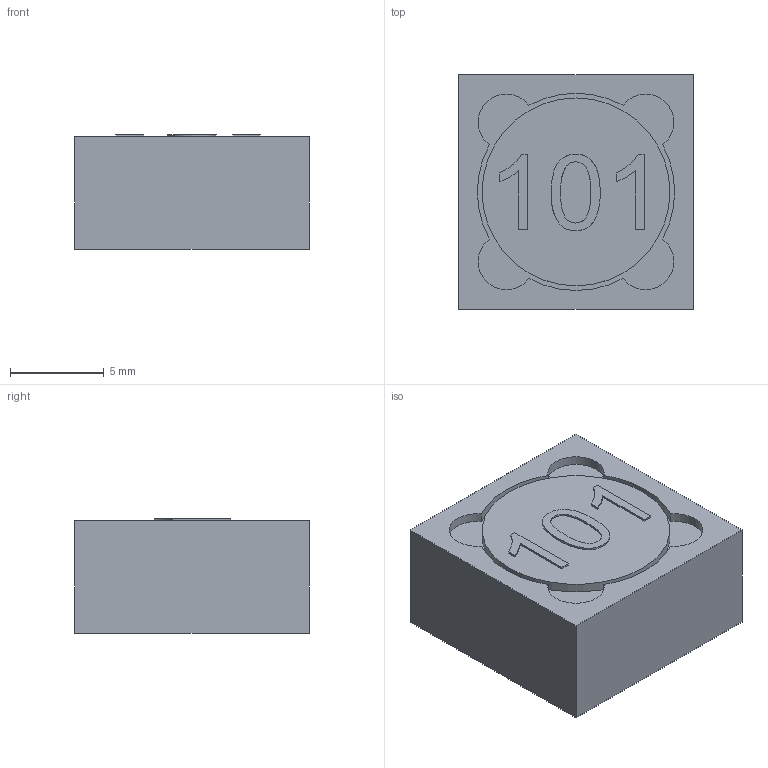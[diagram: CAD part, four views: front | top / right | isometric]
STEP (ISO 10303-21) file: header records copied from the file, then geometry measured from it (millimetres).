
FILE_DESCRIPTION(/* description */ (''),/* implementation_level */ '2;1');
FILE_NAME(/* name */ 'SWRB1205S-101MT v2.step',/* time_stamp */ '2022-03-12T13:29:47-07:00',/* author */ (''),/* organization */ (''),/* preprocessor_version */ 'ST-DEVELOPER v18.1',/* originating_system */ 'Autodesk Translation Framework v10.13.0.1454',/* authorisation */ '');
FILE_SCHEMA (('AUTOMOTIVE_DESIGN { 1 0 10303 214 3 1 1 }'));
Length unit declared in the file: millimetre
Products named in the file (1): FusionComponent
Bounding box: 12.5 x 12.5 x 6.1 mm (x, y, z)
Volume: 926.9 mm3; surface area: 671.9 mm2
Topology: 4 solids, 4 shells, 61 faces, 153 edges, 102 vertices
Faces by surface type: bspline 28, plane 24, cylinder 9
Full cylindrical faces by diameter (mm): 10 x1
Entity records: 2133 total; most frequent: CARTESIAN_POINT 793, ORIENTED_EDGE 306, DIRECTION 183, EDGE_CURVE 153, VERTEX_POINT 102, LINE 79, VECTOR 79, EDGE_LOOP 65
